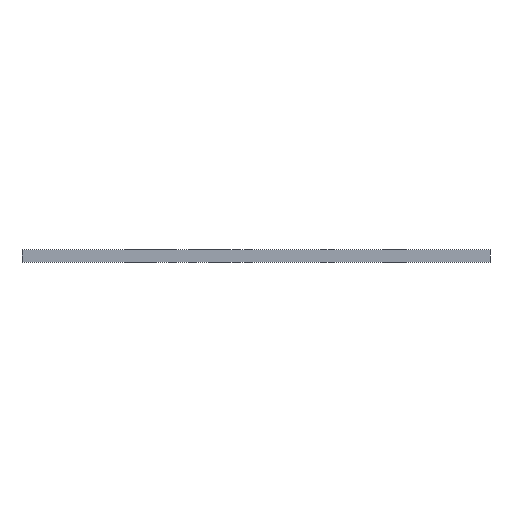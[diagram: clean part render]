
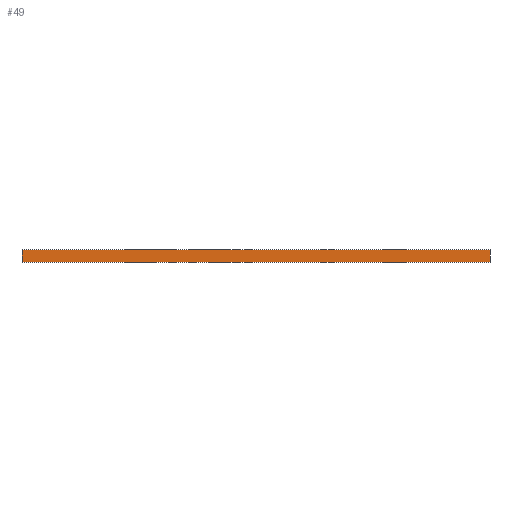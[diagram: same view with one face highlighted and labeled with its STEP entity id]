
A CAD part, front view. The second image highlights one B-rep face of the part: STEP entity #49.
In plain terms, the highlighted planar face has unit normal (0, -1, 0).
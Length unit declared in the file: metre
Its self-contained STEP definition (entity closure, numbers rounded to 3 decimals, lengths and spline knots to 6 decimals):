
#49 = ADVANCED_FACE( '', ( #179 ), #180, .F. );
#179 = FACE_OUTER_BOUND( '', #391, .T. );
#180 = PLANE( '', #392 );
#391 = EDGE_LOOP( '', ( #618, #619, #620, #621 ) );
#392 = AXIS2_PLACEMENT_3D( '', #622, #623, #624 );
#618 = ORIENTED_EDGE( '', *, *, #881, .T. );
#619 = ORIENTED_EDGE( '', *, *, #885, .F. );
#620 = ORIENTED_EDGE( '', *, *, #928, .F. );
#621 = ORIENTED_EDGE( '', *, *, #929, .T. );
#622 = CARTESIAN_POINT( '', ( 0.009043, -0.06021, 0.001524 ) );
#623 = DIRECTION( '', ( 0., 1., 0. ) );
#624 = DIRECTION( '', ( 0., 0., 1. ) );
#881 = EDGE_CURVE( '', #1016, #1014, #1017, .T. );
#885 = EDGE_CURVE( '', #1021, #1014, #1023, .T. );
#928 = EDGE_CURVE( '', #1106, #1021, #1108, .T. );
#929 = EDGE_CURVE( '', #1106, #1016, #1109, .T. );
#1014 = VERTEX_POINT( '', #1195 );
#1016 = VERTEX_POINT( '', #1198 );
#1017 = LINE( '', #1199, #1200 );
#1021 = VERTEX_POINT( '', #1206 );
#1023 = LINE( '', #1209, #1210 );
#1106 = VERTEX_POINT( '', #1294 );
#1108 = LINE( '', #1297, #1298 );
#1109 = LINE( '', #1299, #1300 );
#1195 = CARTESIAN_POINT( '', ( 0.037944, -0.06021, 0. ) );
#1198 = CARTESIAN_POINT( '', ( -0.019858, -0.06021, 0. ) );
#1199 = CARTESIAN_POINT( '', ( 0.009043, -0.06021, 0. ) );
#1200 = VECTOR( '', #1425, 1. );
#1206 = CARTESIAN_POINT( '', ( 0.037944, -0.06021, 0.001524 ) );
#1209 = CARTESIAN_POINT( '', ( 0.037944, -0.06021, 0.001524 ) );
#1210 = VECTOR( '', #1429, 1. );
#1294 = CARTESIAN_POINT( '', ( -0.019858, -0.06021, 0.001524 ) );
#1297 = CARTESIAN_POINT( '', ( 0.009043, -0.06021, 0.001524 ) );
#1298 = VECTOR( '', #1552, 1. );
#1299 = CARTESIAN_POINT( '', ( -0.019858, -0.06021, 0.001524 ) );
#1300 = VECTOR( '', #1553, 1. );
#1425 = DIRECTION( '', ( 1., 0., 0. ) );
#1429 = DIRECTION( '', ( 0., 0., -1. ) );
#1552 = DIRECTION( '', ( 1., 0., 0. ) );
#1553 = DIRECTION( '', ( 0., 0., -1. ) );
